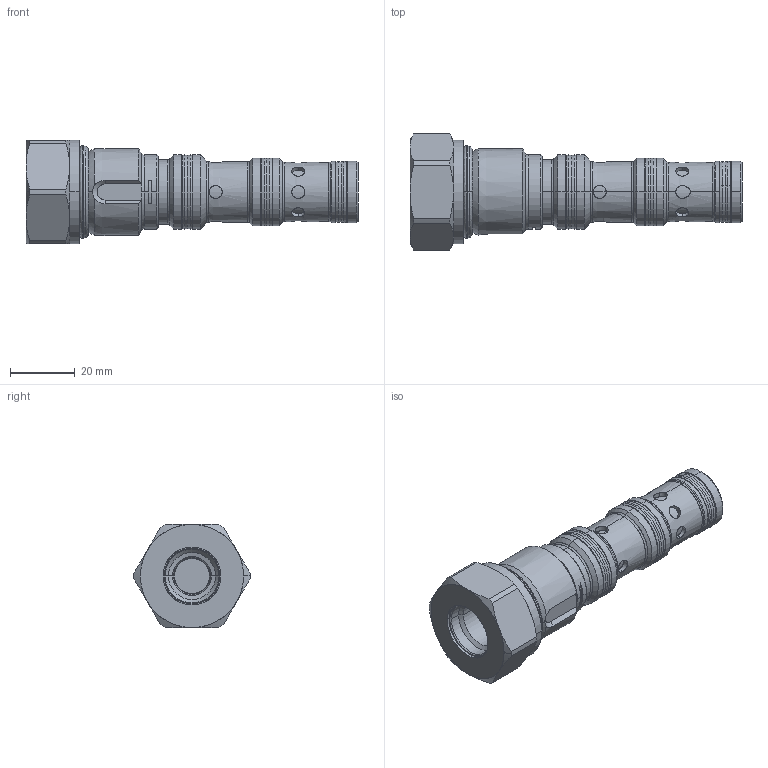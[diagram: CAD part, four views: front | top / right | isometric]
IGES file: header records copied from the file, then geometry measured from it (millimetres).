
Start section: SolidWorks IGES file using analytic representation for surfaces
Global section: file name: 484.K3_defeature.IGS; native system: SolidWorks 2016; preprocessor: SolidWorks 2016; author: mkley; date: 170203.090559; units: millimetre
Bounding box: 102.9 x 36 x 32 mm (x, y, z)
Surface area: 11559.4 mm2 (no closed solid volume)
Topology: 0 solids, 0 shells, 215 faces, 3278 edges, 3278 vertices
Faces by surface type: revolution 155, bspline 60
